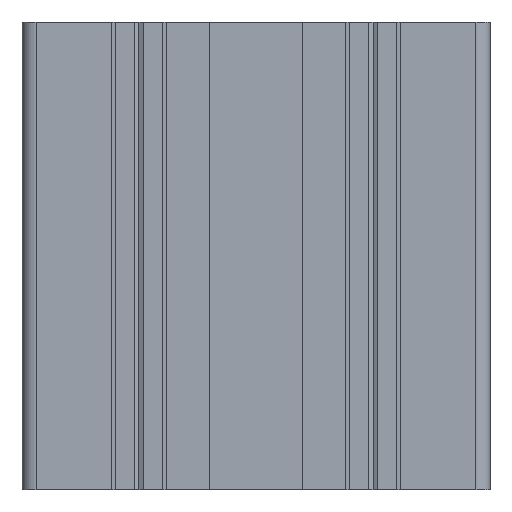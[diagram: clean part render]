
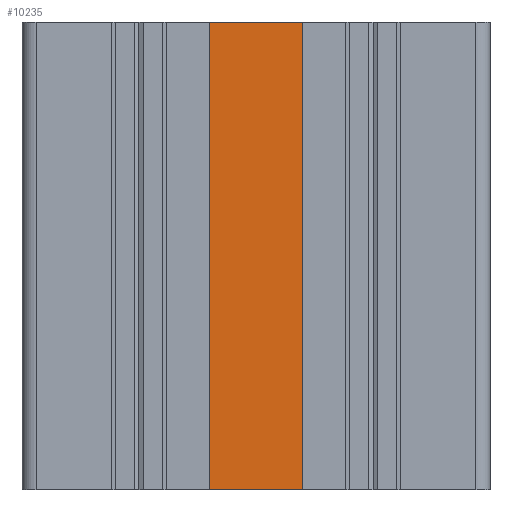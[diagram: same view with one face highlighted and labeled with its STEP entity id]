
A CAD part, left-side view. The second image highlights one B-rep face of the part: STEP entity #10235.
In plain terms, the highlighted planar face has unit normal (-1, 0, 0).
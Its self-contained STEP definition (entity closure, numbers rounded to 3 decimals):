
#3834 = EDGE_CURVE ( 'NONE', #3835, #3878, #13920, .T. ) ;
#3835 = VERTEX_POINT ( 'NONE', #13898 ) ;
#3878 = VERTEX_POINT ( 'NONE', #13978 ) ;
#9619 = VERTEX_POINT ( 'NONE', #16565 ) ;
#9622 = VERTEX_POINT ( 'NONE', #16586 ) ;
#9627 = EDGE_CURVE ( 'NONE', #9622, #9619, #16611, .T. ) ;
#10233 = EDGE_LOOP ( 'NONE', ( #10254, #10246, #10240, #10239 ) ) ;
#10235 = ADVANCED_FACE ( 'NONE', ( #17630 ), #17620, .F. ) ;
#10236 = EDGE_CURVE ( 'NONE', #3878, #9619, #17617, .T. ) ;
#10239 = ORIENTED_EDGE ( 'NONE', *, *, #10253, .T. ) ;
#10240 = ORIENTED_EDGE ( 'NONE', *, *, #3834, .F. ) ;
#10246 = ORIENTED_EDGE ( 'NONE', *, *, #10236, .F. ) ;
#10253 = EDGE_CURVE ( 'NONE', #3835, #9622, #17654, .T. ) ;
#10254 = ORIENTED_EDGE ( 'NONE', *, *, #9627, .T. ) ;
#13898 = CARTESIAN_POINT ( 'NONE',  ( -49., 10., 100. ) ) ;
#13917 = DIRECTION ( 'NONE',  ( 0., -1., 0. ) ) ;
#13918 = VECTOR ( 'NONE', #13917, 1000. ) ;
#13919 = CARTESIAN_POINT ( 'NONE',  ( -49., -10., 100. ) ) ;
#13920 = LINE ( 'NONE', #13919, #13918 ) ;
#13978 = CARTESIAN_POINT ( 'NONE',  ( -49., -10., 100. ) ) ;
#16565 = CARTESIAN_POINT ( 'NONE',  ( -49., -10., 0. ) ) ;
#16586 = CARTESIAN_POINT ( 'NONE',  ( -49., 10., 0. ) ) ;
#16608 = DIRECTION ( 'NONE',  ( 0., -1., 0. ) ) ;
#16609 = VECTOR ( 'NONE', #16608, 1000. ) ;
#16610 = CARTESIAN_POINT ( 'NONE',  ( -49., -10., 0. ) ) ;
#16611 = LINE ( 'NONE', #16610, #16609 ) ;
#17586 = AXIS2_PLACEMENT_3D ( 'NONE', #17626, #17618, #17616 ) ;
#17611 = DIRECTION ( 'NONE',  ( 0., 0., -1. ) ) ;
#17612 = VECTOR ( 'NONE', #17611, 1000. ) ;
#17616 = DIRECTION ( 'NONE',  ( 0., 1., 0. ) ) ;
#17617 = LINE ( 'NONE', #17625, #17612 ) ;
#17618 = DIRECTION ( 'NONE',  ( 1., 0., 0. ) ) ;
#17620 = PLANE ( 'NONE',  #17586 ) ;
#17625 = CARTESIAN_POINT ( 'NONE',  ( -49., -10., 100. ) ) ;
#17626 = CARTESIAN_POINT ( 'NONE',  ( -49., -10., 100. ) ) ;
#17630 = FACE_OUTER_BOUND ( 'NONE', #10233, .T. ) ;
#17644 = DIRECTION ( 'NONE',  ( 0., 0., -1. ) ) ;
#17652 = VECTOR ( 'NONE', #17644, 1000. ) ;
#17653 = CARTESIAN_POINT ( 'NONE',  ( -49., 10., 100. ) ) ;
#17654 = LINE ( 'NONE', #17653, #17652 ) ;
